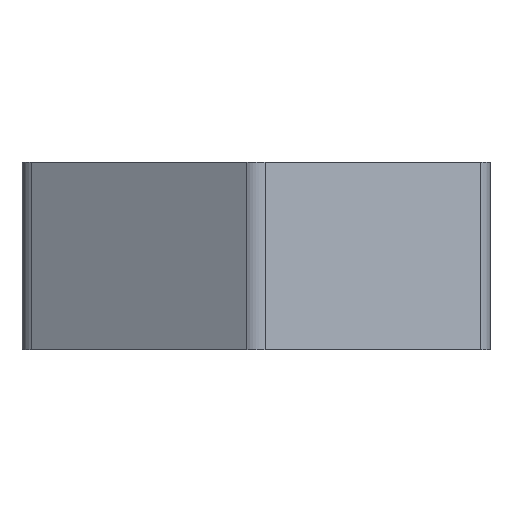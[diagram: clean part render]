
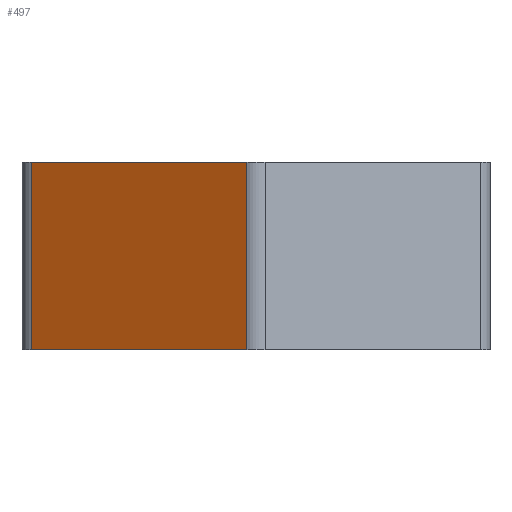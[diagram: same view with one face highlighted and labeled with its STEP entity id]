
A CAD part, front view. The second image highlights one B-rep face of the part: STEP entity #497.
In plain terms, the highlighted planar face has unit normal (-0.5, -0.866, 0).
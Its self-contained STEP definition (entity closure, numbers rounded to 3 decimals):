
#18=PLANE('',#547);
#41=FACE_OUTER_BOUND('',#69,.T.);
#69=EDGE_LOOP('',(#402,#403,#404,#405));
#134=LINE('',#1621,#167);
#141=LINE('',#1646,#174);
#142=LINE('',#1649,#175);
#143=LINE('',#1650,#176);
#167=VECTOR('',#608,10.);
#174=VECTOR('',#629,10.);
#175=VECTOR('',#632,10.);
#176=VECTOR('',#633,10.);
#217=VERTEX_POINT('',#1617);
#219=VERTEX_POINT('',#1620);
#230=VERTEX_POINT('',#1644);
#231=VERTEX_POINT('',#1648);
#281=EDGE_CURVE('',#217,#219,#134,.T.);
#294=EDGE_CURVE('',#230,#217,#141,.T.);
#295=EDGE_CURVE('',#230,#231,#142,.T.);
#296=EDGE_CURVE('',#219,#231,#143,.T.);
#402=ORIENTED_EDGE('',*,*,#294,.F.);
#403=ORIENTED_EDGE('',*,*,#295,.T.);
#404=ORIENTED_EDGE('',*,*,#296,.F.);
#405=ORIENTED_EDGE('',*,*,#281,.F.);
#497=ADVANCED_FACE('',(#41),#18,.T.);
#547=AXIS2_PLACEMENT_3D('',#1647,#630,#631);
#608=DIRECTION('',(0.866,-0.5,0.));
#629=DIRECTION('',(0.,0.,1.));
#630=DIRECTION('center_axis',(-0.5,-0.866,0.));
#631=DIRECTION('ref_axis',(0.866,-0.5,0.));
#632=DIRECTION('',(0.866,-0.5,0.));
#633=DIRECTION('',(0.,0.,-1.));
#1617=CARTESIAN_POINT('',(-2.4,-1.501,2.));
#1620=CARTESIAN_POINT('',(-0.1,-2.829,2.));
#1621=CARTESIAN_POINT('',(-2.5,-1.443,2.));
#1644=CARTESIAN_POINT('',(-2.4,-1.501,0.));
#1646=CARTESIAN_POINT('',(-2.4,-1.501,0.));
#1647=CARTESIAN_POINT('Origin',(-2.5,-1.443,0.));
#1648=CARTESIAN_POINT('',(-0.1,-2.829,0.));
#1649=CARTESIAN_POINT('',(-2.5,-1.443,0.));
#1650=CARTESIAN_POINT('',(-0.1,-2.829,0.));
